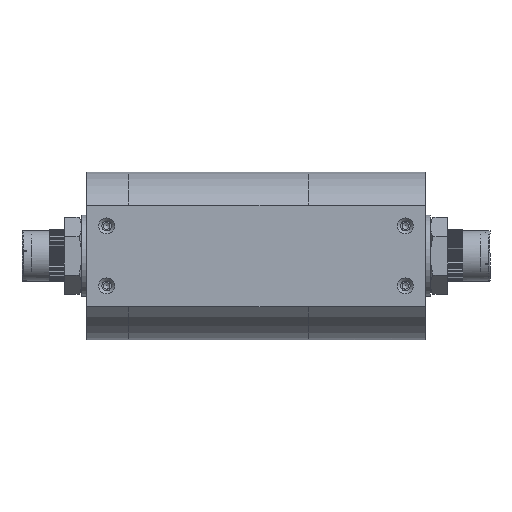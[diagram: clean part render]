
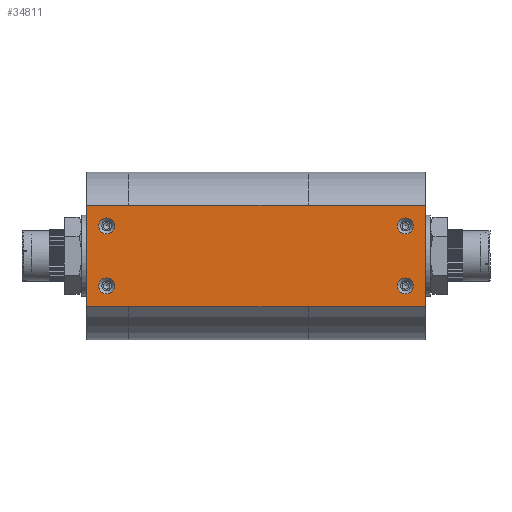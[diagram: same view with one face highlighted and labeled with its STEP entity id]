
A CAD part, front view. The second image highlights one B-rep face of the part: STEP entity #34811.
In plain terms, the highlighted face is planar.
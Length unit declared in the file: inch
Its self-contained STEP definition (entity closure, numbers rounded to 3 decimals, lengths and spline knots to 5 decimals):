
#9566 = EDGE_LOOP ( 'NONE', ( #44324, #44338, #44336, #44352 ) ) ;
#9567 = EDGE_LOOP ( 'NONE', ( #44348 ) ) ;
#9569 = EDGE_LOOP ( 'NONE', ( #44346 ) ) ;
#9571 = EDGE_LOOP ( 'NONE', ( #44345 ) ) ;
#9575 = EDGE_LOOP ( 'NONE', ( #44349 ) ) ;
#9691 = VERTEX_POINT ( 'NONE', #16651 ) ;
#12170 = VERTEX_POINT ( 'NONE', #68008 ) ;
#12171 = VERTEX_POINT ( 'NONE', #68006 ) ;
#12215 = VERTEX_POINT ( 'NONE', #68003 ) ;
#12222 = VERTEX_POINT ( 'NONE', #68004 ) ;
#16651 = CARTESIAN_POINT ( 'NONE',  ( 3.336, 0.99963, 0. ) ) ;
#32042 = EDGE_CURVE ( 'NONE', #12215, #12215, #52017, .T. ) ;
#32043 = EDGE_CURVE ( 'NONE', #12222, #12222, #52123, .T. ) ;
#32045 = EDGE_CURVE ( 'NONE', #12171, #12171, #52298, .T. ) ;
#32047 = EDGE_CURVE ( 'NONE', #12170, #12170, #52293, .T. ) ;
#32049 = EDGE_CURVE ( 'NONE', #58525, #9691, #52569, .T. ) ;
#32050 = EDGE_CURVE ( 'NONE', #9691, #58231, #52626, .T. ) ;
#32051 = EDGE_CURVE ( 'NONE', #58231, #58502, #52285, .T. ) ;
#32052 = EDGE_CURVE ( 'NONE', #58502, #58525, #52171, .T. ) ;
#34042 = CARTESIAN_POINT ( 'NONE',  ( -2.942, 0.59055, 0. ) ) ;
#34043 = DIRECTION ( 'NONE',  ( 0., 0., -1. ) ) ;
#34045 = DIRECTION ( 'NONE',  ( 0., 1., 0. ) ) ;
#34048 = CARTESIAN_POINT ( 'NONE',  ( -2.942, -0.59055, 0. ) ) ;
#34050 = DIRECTION ( 'NONE',  ( 0., 0., -1. ) ) ;
#34051 = DIRECTION ( 'NONE',  ( 0., 1., 0. ) ) ;
#34060 = CARTESIAN_POINT ( 'NONE',  ( -3.336, 0.99963, 0. ) ) ;
#34061 = CARTESIAN_POINT ( 'NONE',  ( 2.942, -0.59055, 0. ) ) ;
#34062 = DIRECTION ( 'NONE',  ( 0., 0., -1. ) ) ;
#34063 = DIRECTION ( 'NONE',  ( 0., 1., 0. ) ) ;
#34064 = DIRECTION ( 'NONE',  ( 0., -1., 0. ) ) ;
#34068 = CARTESIAN_POINT ( 'NONE',  ( 2.942, 0.59055, 0. ) ) ;
#34069 = DIRECTION ( 'NONE',  ( 0., 0., -1. ) ) ;
#34070 = DIRECTION ( 'NONE',  ( 0., 1., 0. ) ) ;
#34074 = DIRECTION ( 'NONE',  ( 1., 0., 0. ) ) ;
#34075 = CARTESIAN_POINT ( 'NONE',  ( 3.336, 0.99963, 0. ) ) ;
#34076 = CARTESIAN_POINT ( 'NONE',  ( -3.336, -0.99963, 0. ) ) ;
#34077 = DIRECTION ( 'NONE',  ( -1., 0., 0. ) ) ;
#34078 = CARTESIAN_POINT ( 'NONE',  ( -3.336, 0.99963, 0. ) ) ;
#34079 = DIRECTION ( 'NONE',  ( 0., 1., 0. ) ) ;
#34811 = ADVANCED_FACE ( 'NONE', ( #37818, #37841, #37814, #37838, #37832 ), #60204, .F. ) ;
#37814 = FACE_BOUND ( 'NONE', #9567, .T. ) ;
#37818 = FACE_OUTER_BOUND ( 'NONE', #9566, .T. ) ;
#37832 = FACE_BOUND ( 'NONE', #9571, .T. ) ;
#37838 = FACE_BOUND ( 'NONE', #9569, .T. ) ;
#37841 = FACE_BOUND ( 'NONE', #9575, .T. ) ;
#39608 = AXIS2_PLACEMENT_3D ( 'NONE', #34042, #34043, #34045 ) ;
#39614 = AXIS2_PLACEMENT_3D ( 'NONE', #34048, #34050, #34051 ) ;
#39618 = AXIS2_PLACEMENT_3D ( 'NONE', #34068, #34069, #34070 ) ;
#39620 = AXIS2_PLACEMENT_3D ( 'NONE', #34061, #34062, #34063 ) ;
#44324 = ORIENTED_EDGE ( 'NONE', *, *, #32049, .T. ) ;
#44336 = ORIENTED_EDGE ( 'NONE', *, *, #32051, .T. ) ;
#44338 = ORIENTED_EDGE ( 'NONE', *, *, #32050, .T. ) ;
#44345 = ORIENTED_EDGE ( 'NONE', *, *, #32042, .F. ) ;
#44346 = ORIENTED_EDGE ( 'NONE', *, *, #32043, .F. ) ;
#44348 = ORIENTED_EDGE ( 'NONE', *, *, #32045, .F. ) ;
#44349 = ORIENTED_EDGE ( 'NONE', *, *, #32047, .F. ) ;
#44352 = ORIENTED_EDGE ( 'NONE', *, *, #32052, .T. ) ;
#44540 = AXIS2_PLACEMENT_3D ( 'NONE', #52596, #52597, #52600 ) ;
#52017 = CIRCLE ( 'NONE', #39608, 0.15748 ) ;
#52123 = CIRCLE ( 'NONE', #39614, 0.15748 ) ;
#52171 = LINE ( 'NONE', #34078, #52259 ) ;
#52259 = VECTOR ( 'NONE', #34079, 39.37008 ) ;
#52281 = VECTOR ( 'NONE', #34074, 39.37008 ) ;
#52285 = LINE ( 'NONE', #34076, #52349 ) ;
#52293 = CIRCLE ( 'NONE', #39618, 0.15748 ) ;
#52295 = VECTOR ( 'NONE', #34064, 39.37008 ) ;
#52298 = CIRCLE ( 'NONE', #39620, 0.15748 ) ;
#52349 = VECTOR ( 'NONE', #34077, 39.37008 ) ;
#52569 = LINE ( 'NONE', #34060, #52281 ) ;
#52596 = CARTESIAN_POINT ( 'NONE',  ( -3.336, -0.99963, 0. ) ) ;
#52597 = DIRECTION ( 'NONE',  ( 0., 0., 1. ) ) ;
#52600 = DIRECTION ( 'NONE',  ( 0., -1., 0. ) ) ;
#52626 = LINE ( 'NONE', #34075, #52295 ) ;
#58231 = VERTEX_POINT ( 'NONE', #67375 ) ;
#58502 = VERTEX_POINT ( 'NONE', #67645 ) ;
#58525 = VERTEX_POINT ( 'NONE', #67667 ) ;
#60204 = PLANE ( 'NONE',  #44540 ) ;
#67375 = CARTESIAN_POINT ( 'NONE',  ( 3.336, -0.99963, 0. ) ) ;
#67645 = CARTESIAN_POINT ( 'NONE',  ( -3.336, -0.99963, 0. ) ) ;
#67667 = CARTESIAN_POINT ( 'NONE',  ( -3.336, 0.99963, 0. ) ) ;
#68003 = CARTESIAN_POINT ( 'NONE',  ( -2.942, 0.74803, 0. ) ) ;
#68004 = CARTESIAN_POINT ( 'NONE',  ( -2.942, -0.43307, 0. ) ) ;
#68006 = CARTESIAN_POINT ( 'NONE',  ( 2.942, -0.43307, 0. ) ) ;
#68008 = CARTESIAN_POINT ( 'NONE',  ( 2.942, 0.74803, 0. ) ) ;
